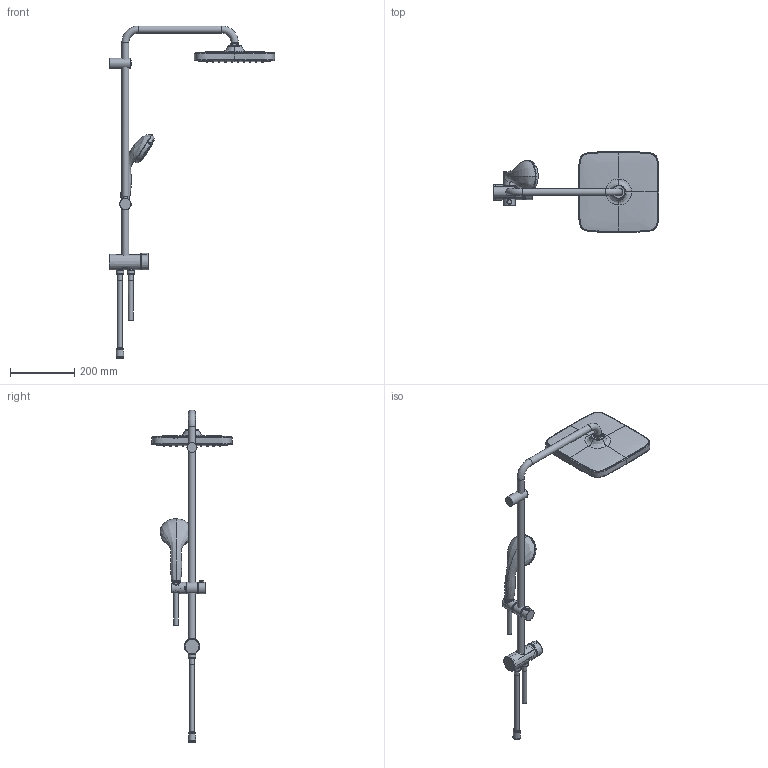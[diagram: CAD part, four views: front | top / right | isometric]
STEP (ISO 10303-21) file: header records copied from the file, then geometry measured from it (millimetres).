
FILE_DESCRIPTION(/* description */ ('Unknown'),/* implementation_level */ '2;1');
FILE_NAME(/* name */ '26698000',/* time_stamp */ '2022-09-07T03:53:57+02:00',/* author */ ('Unknown'),/* organization */ ('GROHE AG'),/* preprocessor_version */ 'ST-DEVELOPER v16.7',/* originating_system */ 'DEX',/* authorisation */ $);
FILE_SCHEMA (('AP242_MANAGED_MODEL_BASED_3D_ENGINEERING_MIM_LF { 1 0 10303 442 1 1 4 }','AUTOMOTIVE_DESIGN {1 0 10303 214 3 1 1}'));
Length unit declared in the file: millimetre
Products named in the file (9): 26698000; id46; 081107 GTM1000C Handles Update02; DF_REVOL; extrude#; Housing; shell#35; trim_sur
Assembly tree (8 placements, depth 2):
  26698000
    26698000
    id46
    081107 GTM1000C Handles Update02
    DF_REVOL
    extrude#
    Housing
    shell#35
    trim_sur
Bounding box: 515.51 x 250.02 x 1032.03 mm (x, y, z)
Volume: 52557.8 mm3; surface area: 390359.3 mm2
Topology: 1 solids, 253 shells, 1243 faces, 4785 edges, 3763 vertices
Faces by surface type: bspline 724, cylinder 279, plane 83, torus 81, sphere 43, cone 33
Full cylindrical faces by diameter (mm): 1 x1, 2 x1, 2.8 x52, 3.6 x23, 3.748 x136, 14.262 x3, 15 x4, 19.9 x2, 20.96 x1, 22 x5, 22.6 x2, 23 x2, 31.3 x1, 33.4 x2, 34 x1, 36 x3, 47.024 x1, 90.2 x1
Entity records: 83154 total; most frequent: CARTESIAN_POINT 51115, ORIENTED_EDGE 5301, EDGE_CURVE 3871, VERTEX_POINT 3375, DIRECTION 3133, B_SPLINE_CURVE_WITH_KNOTS 2695, EDGE_LOOP 1881, FACE_BOUND 1881
